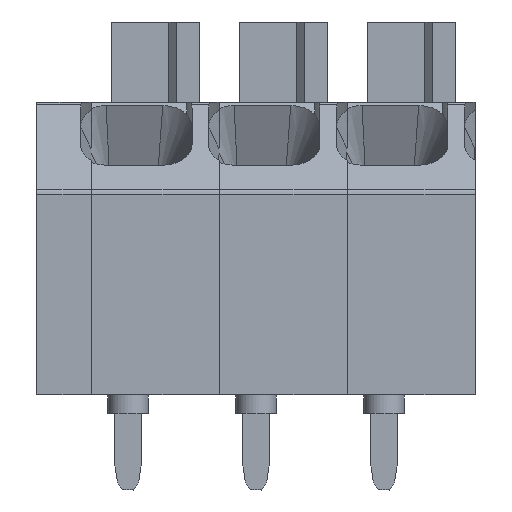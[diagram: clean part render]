
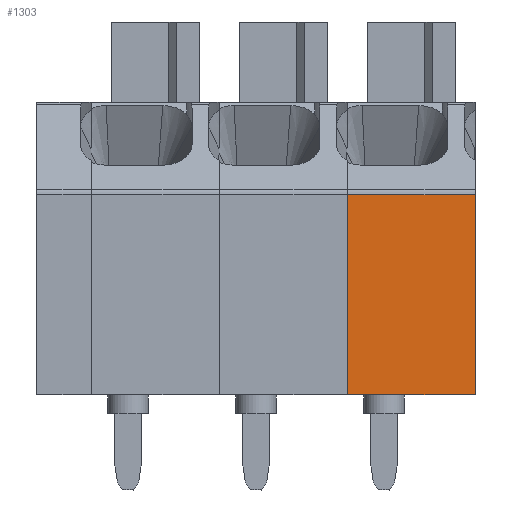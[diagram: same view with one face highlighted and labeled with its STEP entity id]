
A CAD part, front view. The second image highlights one B-rep face of the part: STEP entity #1303.
In plain terms, the highlighted planar face has unit normal (0, -1, 0).
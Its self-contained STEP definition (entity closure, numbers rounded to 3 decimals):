
#1303=ADVANCED_FACE('',(#3642),#3643,.T.);
#3642=FACE_OUTER_BOUND('',#7242,.T.);
#3643=PLANE('',#7243);
#7242=EDGE_LOOP('',(#11723,#11724,#11725,#11726));
#7243=AXIS2_PLACEMENT_3D('',#11727,#11728,#11729);
#11723=ORIENTED_EDGE('',*,*,#22270,.T.);
#11724=ORIENTED_EDGE('',*,*,#22267,.F.);
#11725=ORIENTED_EDGE('',*,*,#22271,.T.);
#11726=ORIENTED_EDGE('',*,*,#22272,.F.);
#11727=CARTESIAN_POINT('',(12.0,0.0,8.));
#11728=DIRECTION('',(0.,-1.0,0.0));
#11729=DIRECTION('',(1.0,0.,0.0));
#22267=EDGE_CURVE('',#26676,#26678,#26679,.T.);
#22270=EDGE_CURVE('',#26682,#26678,#26683,.T.);
#22271=EDGE_CURVE('',#26676,#26684,#26685,.T.);
#22272=EDGE_CURVE('',#26682,#26684,#26686,.T.);
#26676=VERTEX_POINT('',#33178);
#26678=VERTEX_POINT('',#33181);
#26679=LINE('',#33182,#33183);
#26682=VERTEX_POINT('',#33187);
#26683=LINE('',#33188,#33189);
#26684=VERTEX_POINT('',#33190);
#26685=LINE('',#33191,#33192);
#26686=LINE('',#33193,#33194);
#33178=CARTESIAN_POINT('',(12.0,0.0,0.));
#33181=CARTESIAN_POINT('',(8.5,0.0,0.));
#33182=CARTESIAN_POINT('',(12.0,0.0,0.));
#33183=VECTOR('',#43293,1.0);
#33187=CARTESIAN_POINT('',(8.5,0.0,5.478));
#33188=CARTESIAN_POINT('',(8.5,0.0,0.262));
#33189=VECTOR('',#43295,1.0);
#33190=CARTESIAN_POINT('',(12.0,0.0,5.478));
#33191=CARTESIAN_POINT('',(12.0,0.0,0.262));
#33192=VECTOR('',#43296,1.0);
#33193=CARTESIAN_POINT('',(12.0,0.0,5.478));
#33194=VECTOR('',#43297,1.0);
#43293=DIRECTION('',(-1.0,0.,0.0));
#43295=DIRECTION('',(0.0,0.0,-1.0));
#43296=DIRECTION('',(0.0,0.0,1.0));
#43297=DIRECTION('',(1.0,0.,0.));
